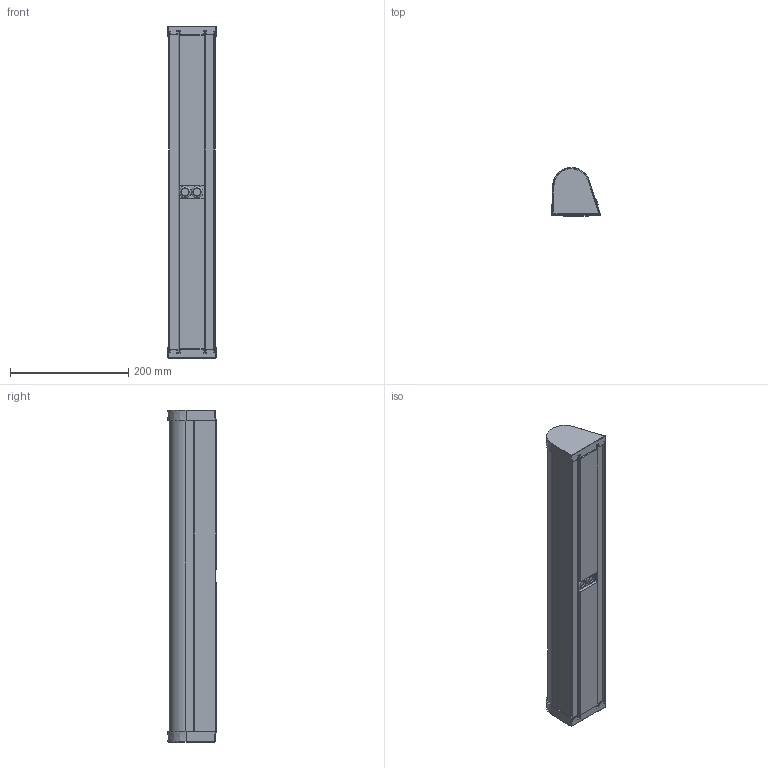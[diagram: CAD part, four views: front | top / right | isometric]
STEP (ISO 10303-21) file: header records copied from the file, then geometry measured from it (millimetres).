
FILE_DESCRIPTION (( 'STEP AP214' ), '1' );
FILE_NAME ('LN_ML_SWITCH.STEP', '2024-10-07T10:35:02', ( '' ), ( '' ), 'SwSTEP 2.0', 'SolidWorks 2022', '' );
FILE_SCHEMA (( 'AUTOMOTIVE_DESIGN' ));
Length unit declared in the file: millimetre
Products named in the file (1): LN_ML_SWITCH
Bounding box: 82.39 x 81.79 x 560.9 mm (x, y, z)
Volume: 375109.4 mm3; surface area: 450819.5 mm2
Topology: 9 solids, 9 shells, 325 faces, 773 edges, 476 vertices
Faces by surface type: cylinder 138, plane 110, bspline 39, torus 26, cone 8, sphere 4
Full cylindrical faces by diameter (mm): 13 x2, 13.6 x1, 16 x2, 20 x4
Entity records: 15732 total; most frequent: CARTESIAN_POINT 4982, ORIENTED_EDGE 1502, DIRECTION 1381, EDGE_CURVE 751, AXIS2_PLACEMENT_3D 501, VERTEX_POINT 467, LINE 379, VECTOR 379
